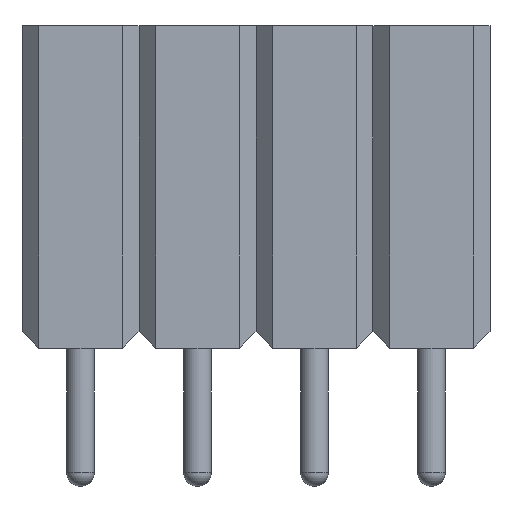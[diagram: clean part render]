
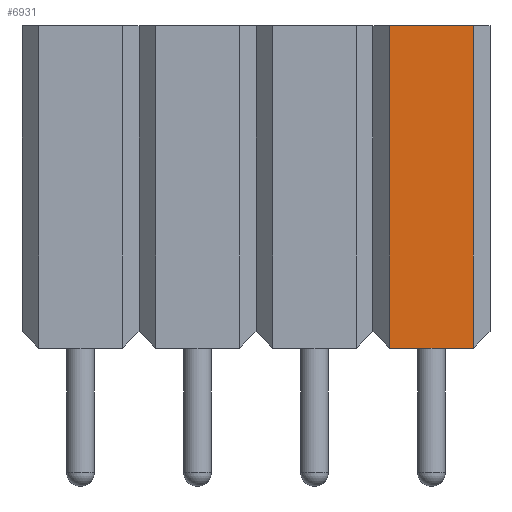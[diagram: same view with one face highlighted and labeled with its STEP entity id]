
A CAD part, front view. The second image highlights one B-rep face of the part: STEP entity #6931.
In plain terms, the highlighted planar face has unit normal (0, -1, 0).
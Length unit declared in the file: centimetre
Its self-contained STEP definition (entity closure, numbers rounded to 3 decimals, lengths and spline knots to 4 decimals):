
#350=LINE('',#10237,#556);
#355=LINE('',#10246,#561);
#358=LINE('',#10255,#564);
#359=LINE('',#10256,#565);
#556=VECTOR('',#8323,0.7);
#561=VECTOR('',#8330,0.7);
#564=VECTOR('',#8343,0.182);
#565=VECTOR('',#8344,0.182);
#736=PLANE('',#7443);
#1480=FACE_OUTER_BOUND('',#1920,.T.);
#1920=EDGE_LOOP('',(#4642,#4643,#4644,#4645));
#2774=VERTEX_POINT('',#10234);
#2775=VERTEX_POINT('',#10236);
#2777=VERTEX_POINT('',#10242);
#2778=VERTEX_POINT('',#10244);
#3539=EDGE_CURVE('',#2774,#2775,#350,.T.);
#3544=EDGE_CURVE('',#2778,#2777,#355,.T.);
#3548=EDGE_CURVE('',#2774,#2777,#358,.T.);
#3549=EDGE_CURVE('',#2775,#2778,#359,.T.);
#4642=ORIENTED_EDGE('',*,*,#3539,.F.);
#4643=ORIENTED_EDGE('',*,*,#3548,.T.);
#4644=ORIENTED_EDGE('',*,*,#3544,.F.);
#4645=ORIENTED_EDGE('',*,*,#3549,.F.);
#6931=ADVANCED_FACE('',(#1480),#736,.T.);
#7443=AXIS2_PLACEMENT_3D('',#10254,#8341,#8342);
#8323=DIRECTION('',(0.,0.,1.));
#8330=DIRECTION('',(0.,0.,-1.));
#8341=DIRECTION('center_axis',(0.,-1.,0.));
#8342=DIRECTION('ref_axis',(1.,0.,0.));
#8343=DIRECTION('',(1.,0.,0.));
#8344=DIRECTION('',(1.,0.,0.));
#10234=CARTESIAN_POINT('',(-3.5108,1.7933,-2.8762));
#10236=CARTESIAN_POINT('',(-3.5108,1.7933,-2.1762));
#10237=CARTESIAN_POINT('',(-3.5108,1.7933,-2.8762));
#10242=CARTESIAN_POINT('',(-3.3288,1.7933,-2.8762));
#10244=CARTESIAN_POINT('',(-3.3288,1.7933,-2.1762));
#10246=CARTESIAN_POINT('',(-3.3288,1.7933,-2.8762));
#10254=CARTESIAN_POINT('Origin',(-3.5468,1.7933,-2.8762));
#10255=CARTESIAN_POINT('',(-3.5468,1.7933,-2.8762));
#10256=CARTESIAN_POINT('',(-3.5468,1.7933,-2.1762));
